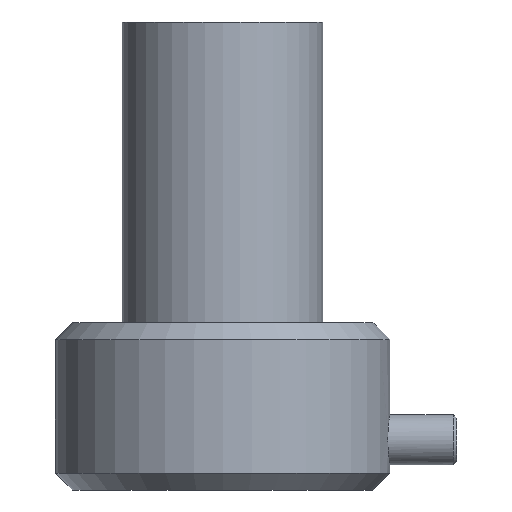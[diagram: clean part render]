
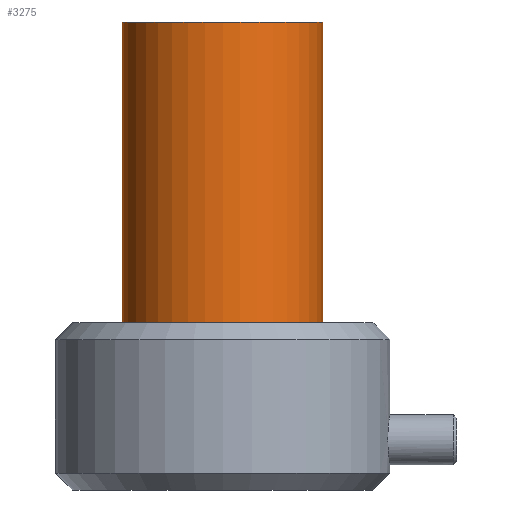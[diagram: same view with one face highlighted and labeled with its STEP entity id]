
A CAD part, front view. The second image highlights one B-rep face of the part: STEP entity #3275.
In plain terms, the highlighted cylindrical face has radius 3 mm (diameter 6 mm), a full revolution.
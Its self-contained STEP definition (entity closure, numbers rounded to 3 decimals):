
#48=CYLINDRICAL_SURFACE('',#3447,3.);
#54=CIRCLE('',#3439,3.);
#59=CIRCLE('',#3448,3.);
#312=FACE_OUTER_BOUND('',#502,.T.);
#502=EDGE_LOOP('',(#2885,#2886,#2887,#2888));
#757=LINE('',#6107,#1015);
#1015=VECTOR('',#3843,3.);
#1525=VERTEX_POINT('',#6090);
#1530=VERTEX_POINT('',#6106);
#1984=EDGE_CURVE('',#1525,#1525,#54,.T.);
#1991=EDGE_CURVE('',#1525,#1530,#757,.T.);
#1992=EDGE_CURVE('',#1530,#1530,#59,.T.);
#2885=ORIENTED_EDGE('',*,*,#1984,.T.);
#2886=ORIENTED_EDGE('',*,*,#1991,.T.);
#2887=ORIENTED_EDGE('',*,*,#1992,.F.);
#2888=ORIENTED_EDGE('',*,*,#1991,.F.);
#3275=ADVANCED_FACE('',(#312),#48,.T.);
#3439=AXIS2_PLACEMENT_3D('',#6091,#3823,#3824);
#3447=AXIS2_PLACEMENT_3D('',#6105,#3841,#3842);
#3448=AXIS2_PLACEMENT_3D('',#6108,#3844,#3845);
#3823=DIRECTION('center_axis',(0.,0.,-1.));
#3824=DIRECTION('ref_axis',(-1.,0.,0.));
#3841=DIRECTION('center_axis',(0.,0.,1.));
#3842=DIRECTION('ref_axis',(-1.,0.,0.));
#3843=DIRECTION('',(0.,0.,-1.));
#3844=DIRECTION('center_axis',(0.,0.,-1.));
#3845=DIRECTION('ref_axis',(-1.,0.,0.));
#6090=CARTESIAN_POINT('',(3.,0.,9.));
#6091=CARTESIAN_POINT('Origin',(0.,0.,9.));
#6105=CARTESIAN_POINT('Origin',(0.,0.,0.));
#6106=CARTESIAN_POINT('',(3.,0.,0.));
#6107=CARTESIAN_POINT('',(3.,0.,0.));
#6108=CARTESIAN_POINT('Origin',(0.,0.,0.));
